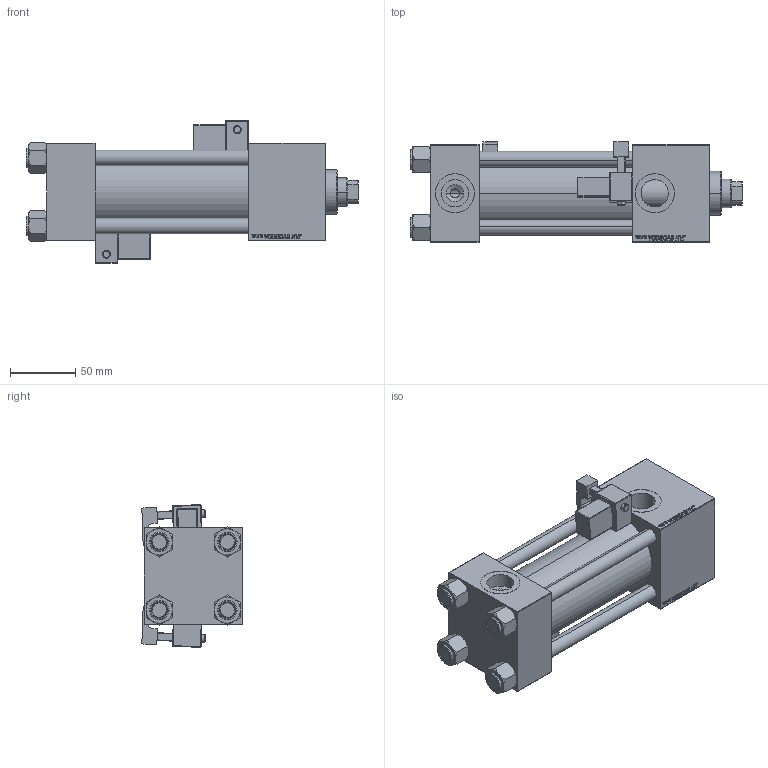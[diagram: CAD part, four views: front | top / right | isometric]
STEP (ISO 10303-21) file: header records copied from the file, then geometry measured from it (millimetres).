
FILE_DESCRIPTION (( 'STEP AP203' ), '1' );
FILE_NAME ('5462.STEP', '2022-04-14T17:05:13', ( '' ), ( '' ), 'SwSTEP 2.0', 'SolidWorks 2019', '' );
FILE_SCHEMA (( 'CONFIG_CONTROL_DESIGN' ));
Length unit declared in the file: millimetre
Products named in the file (7): V215CR_VCP_C b557a725a1f5fe9d071572f950c8fc91; V215CR_MSU b557a725a1f5fe9d071572f950c8fc91; NUT_M5_C b557a725a1f5fe9d071572f950c8fc91; V215_VC_A b557a725a1f5fe9d071572f950c8fc91; V215CR_C_TYCINKA b557a725a1f5fe9d071572f950c8fc91; V215CR_C_Body b557a725a1f5fe9d071572f950c8fc91; 5462
Assembly tree (13 placements, depth 2):
  5462
    V215CR_C_Body b557a725a1f5fe9d071572f950c8fc91
    V215CR_VCP_C b557a725a1f5fe9d071572f950c8fc91
    NUT_M5_C b557a725a1f5fe9d071572f950c8fc91  x4
    V215CR_C_TYCINKA b557a725a1f5fe9d071572f950c8fc91  x4
    V215_VC_A b557a725a1f5fe9d071572f950c8fc91
    V215CR_MSU b557a725a1f5fe9d071572f950c8fc91  x2
Bounding box: 255 x 77.03 x 109.57 mm (x, y, z)
Volume: 777983.8 mm3; surface area: 192807.9 mm2
Topology: 13 solids, 13 shells, 1308 faces, 3244 edges, 2065 vertices
Faces by surface type: plane 586, bspline 392, cylinder 150, cone 136, sphere 24, torus 20
Entity records: 52572 total; most frequent: CARTESIAN_POINT 27484, ORIENTED_EDGE 5598, DIRECTION 3725, EDGE_CURVE 2799, VERTEX_POINT 1825, LINE 1693, VECTOR 1693, EDGE_LOOP 1246
